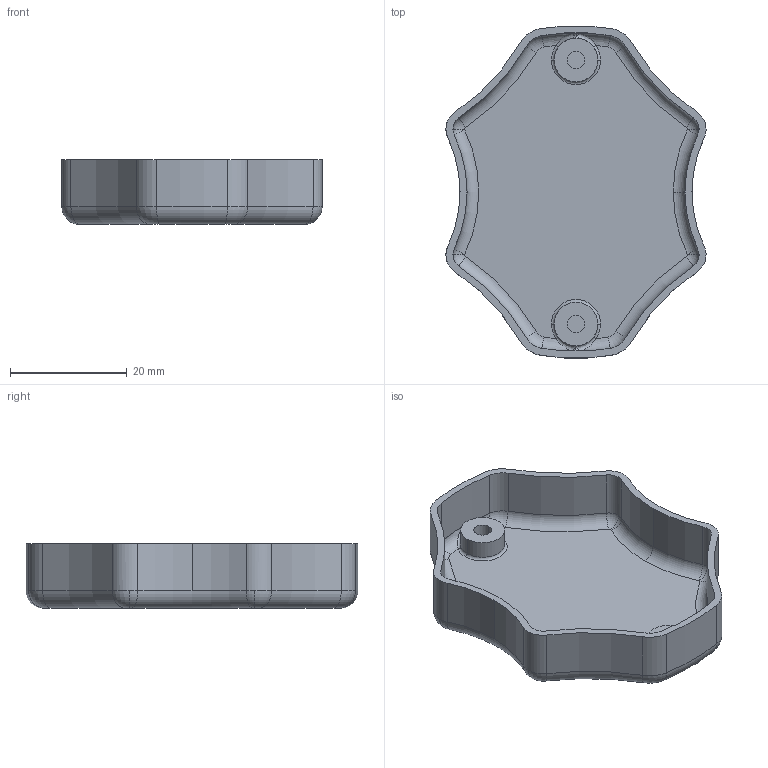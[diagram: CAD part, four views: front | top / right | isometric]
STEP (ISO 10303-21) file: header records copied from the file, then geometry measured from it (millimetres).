
FILE_DESCRIPTION (( 'STEP AP214' ), '1' );
FILE_NAME ('Comms Badge Back - Farscape v0.1 Blank.STEP', '2024-03-09T23:16:31', ( '' ), ( '' ), 'SwSTEP 2.0', 'SolidWorks 2020', '' );
FILE_SCHEMA (( 'AUTOMOTIVE_DESIGN' ));
Length unit declared in the file: millimetre
Products named in the file (1): Comms Badge Back - Farscape v0.1 Blank
Bounding box: 44.59 x 56.89 x 11.1 mm (x, y, z)
Volume: 4143.8 mm3; surface area: 7122.4 mm2
Topology: 1 solids, 1 shells, 109 faces, 267 edges, 163 vertices
Faces by surface type: torus 48, cylinder 46, bspline 8, plane 7
Entity records: 3882 total; most frequent: CARTESIAN_POINT 1188, DIRECTION 648, ORIENTED_EDGE 534, AXIS2_PLACEMENT_3D 301, EDGE_CURVE 267, CIRCLE 199, VERTEX_POINT 163, EDGE_LOOP 112
